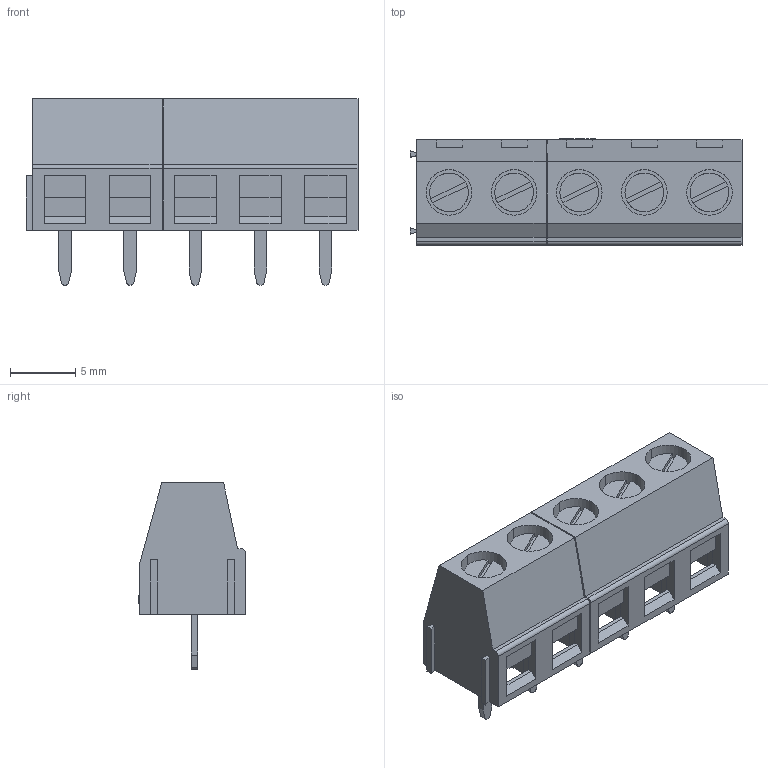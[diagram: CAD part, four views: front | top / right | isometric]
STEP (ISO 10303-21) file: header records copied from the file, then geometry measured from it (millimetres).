
FILE_DESCRIPTION (( 'STEP AP214' ), '1' );
FILE_NAME ('conn-th_5p-p5x00_wj127-5x0-5p.step', '2022-05-26T07:30:23', ( '' ), ( '' ), 'SwSTEP 2.0', 'SolidWorks 2020', '' );
FILE_SCHEMA (( 'AUTOMOTIVE_DESIGN' ));
Length unit declared in the file: millimetre
Products named in the file (1): conn-th_5p-p5x00_wj127-5x0-5p
Bounding box: 25.5 x 8.2 x 14.3 mm (x, y, z)
Volume: 1003.5 mm3; surface area: 2620.7 mm2
Topology: 7 solids, 7 shells, 573 faces, 1636 edges, 1084 vertices
Faces by surface type: plane 472, cylinder 101
Entity records: 24919 total; most frequent: CARTESIAN_POINT 3294, ORIENTED_EDGE 3272, DIRECTION 3006, EDGE_CURVE 1636, VECTOR 1414, LINE 1414, VERTEX_POINT 1084, AXIS2_PLACEMENT_3D 796
